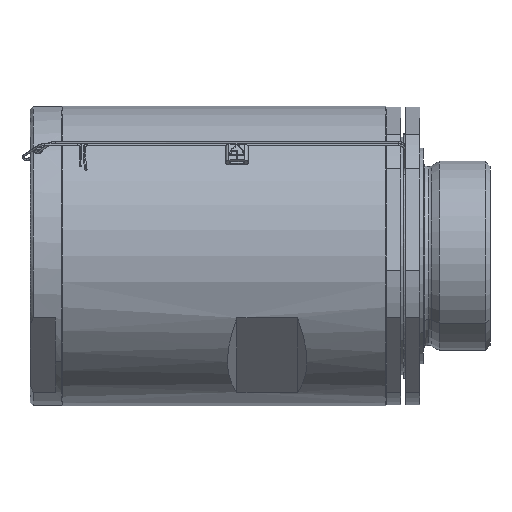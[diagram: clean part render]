
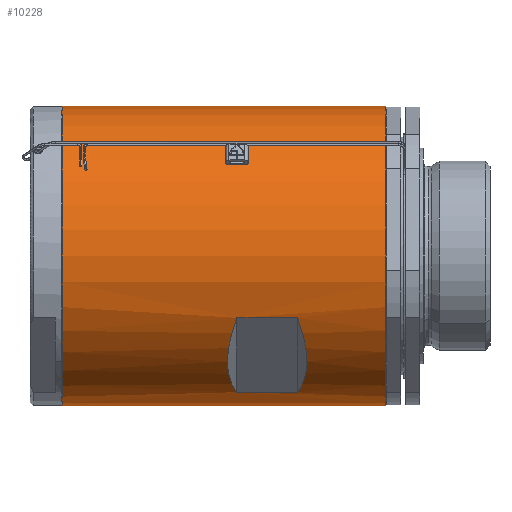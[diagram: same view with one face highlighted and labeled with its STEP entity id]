
A CAD part, left-side view. The second image highlights one B-rep face of the part: STEP entity #10228.
In plain terms, the highlighted cylindrical face has radius 47 mm (diameter 94 mm), a partial arc.
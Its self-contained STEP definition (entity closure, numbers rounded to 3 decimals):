
#7 = CARTESIAN_POINT ( 'NONE',  ( -42.796, 47., -19.429 ) ) ;
#344 = EDGE_CURVE ( 'NONE', #9357, #9175, #8690, .T. ) ;
#357 = EDGE_CURVE ( 'NONE', #7098, #9175, #8457, .T. ) ;
#742 = CARTESIAN_POINT ( 'NONE',  ( 0., 0., 47. ) ) ;
#776 = DIRECTION ( 'NONE',  ( 0., 1., 0. ) ) ;
#804 = DIRECTION ( 'NONE',  ( 0., -1., 0. ) ) ;
#863 = CARTESIAN_POINT ( 'NONE',  ( 0., 101.8, 47. ) ) ;
#1063 = DIRECTION ( 'NONE',  ( 0., -1., 0. ) ) ;
#1150 = CARTESIAN_POINT ( 'NONE',  ( 0., 0., 0. ) ) ;
#1190 = CARTESIAN_POINT ( 'NONE',  ( -19.429, 0., -42.796 ) ) ;
#1352 = EDGE_CURVE ( 'NONE', #10507, #4832, #10478, .T. ) ;
#1606 = CARTESIAN_POINT ( 'NONE',  ( -19.429, 28., -42.796 ) ) ;
#1673 =( BOUNDED_CURVE ( )  B_SPLINE_CURVE ( 3, ( #4295, #4465, #8084, #7 ),
 .UNSPECIFIED., .F., .F. ) 
 B_SPLINE_CURVE_WITH_KNOTS ( ( 4, 4 ),
 ( 2.782, 3.501 ),
 .UNSPECIFIED. ) 
 CURVE ( )  GEOMETRIC_REPRESENTATION_ITEM ( )  RATIONAL_B_SPLINE_CURVE ( ( 1., 0.957, 0.957, 1. ) ) 
 REPRESENTATION_ITEM ( '' )  );
#1858 = FACE_OUTER_BOUND ( 'NONE', #10299, .T. ) ;
#2063 = CARTESIAN_POINT ( 'NONE',  ( 0., 0.2, 47. ) ) ;
#2114 = CIRCLE ( 'NONE', #10249, 47. ) ;
#2901 = LINE ( 'NONE', #5504, #7973 ) ;
#2977 = DIRECTION ( 'NONE',  ( 0., -1., 0. ) ) ;
#3207 = VECTOR ( 'NONE', #8951, 1000. ) ;
#3342 = VERTEX_POINT ( 'NONE', #8604 ) ;
#3525 = AXIS2_PLACEMENT_3D ( 'NONE', #1150, #2977, #10215 ) ;
#3600 = ORIENTED_EDGE ( 'NONE', *, *, #344, .T. ) ;
#4111 = VERTEX_POINT ( 'NONE', #5518 ) ;
#4295 = CARTESIAN_POINT ( 'NONE',  ( -19.429, 47., -42.796 ) ) ;
#4465 = CARTESIAN_POINT ( 'NONE',  ( -29.905, 51.044, -38.04 ) ) ;
#4545 = DIRECTION ( 'NONE',  ( 0., 1., 0. ) ) ;
#4554 = ORIENTED_EDGE ( 'NONE', *, *, #11024, .T. ) ;
#4599 = VECTOR ( 'NONE', #4545, 1000. ) ;
#4795 = DIRECTION ( 'NONE',  ( 0., -1., 0. ) ) ;
#4832 = VERTEX_POINT ( 'NONE', #10757 ) ;
#4899 = CARTESIAN_POINT ( 'NONE',  ( -42.796, 28., -19.429 ) ) ;
#5303 = ORIENTED_EDGE ( 'NONE', *, *, #5833, .F. ) ;
#5393 = CARTESIAN_POINT ( 'NONE',  ( -42.796, 28., -19.429 ) ) ;
#5484 = CARTESIAN_POINT ( 'NONE',  ( -42.796, 0., -19.429 ) ) ;
#5504 = CARTESIAN_POINT ( 'NONE',  ( 0., 0., -47. ) ) ;
#5518 = CARTESIAN_POINT ( 'NONE',  ( 0., 0.2, -47. ) ) ;
#5578 = ORIENTED_EDGE ( 'NONE', *, *, #11248, .F. ) ;
#5833 = EDGE_CURVE ( 'NONE', #9357, #3342, #8256, .T. ) ;
#6426 = EDGE_CURVE ( 'NONE', #4111, #9319, #2114, .T. ) ;
#6470 = CARTESIAN_POINT ( 'NONE',  ( -19.429, 47., -42.796 ) ) ;
#6583 = EDGE_CURVE ( 'NONE', #4832, #4111, #2901, .T. ) ;
#6840 = ORIENTED_EDGE ( 'NONE', *, *, #1352, .T. ) ;
#7098 = VERTEX_POINT ( 'NONE', #6470 ) ;
#7755 = ORIENTED_EDGE ( 'NONE', *, *, #357, .F. ) ;
#7765 = CARTESIAN_POINT ( 'NONE',  ( -19.429, 28., -42.796 ) ) ;
#7813 = CARTESIAN_POINT ( 'NONE',  ( 0., 0.2, 0. ) ) ;
#7973 = VECTOR ( 'NONE', #1063, 1000. ) ;
#8084 = CARTESIAN_POINT ( 'NONE',  ( -38.04, 51.044, -29.905 ) ) ;
#8256 = LINE ( 'NONE', #5484, #4599 ) ;
#8457 = LINE ( 'NONE', #1190, #11137 ) ;
#8604 = CARTESIAN_POINT ( 'NONE',  ( -42.796, 47., -19.429 ) ) ;
#8690 =( BOUNDED_CURVE ( )  B_SPLINE_CURVE ( 3, ( #5393, #11595, #9723, #1606 ),
 .UNSPECIFIED., .F., .F. ) 
 B_SPLINE_CURVE_WITH_KNOTS ( ( 4, 4 ),
 ( 5.924, 6.642 ),
 .UNSPECIFIED. ) 
 CURVE ( )  GEOMETRIC_REPRESENTATION_ITEM ( )  RATIONAL_B_SPLINE_CURVE ( ( 1., 0.957, 0.957, 1. ) ) 
 REPRESENTATION_ITEM ( '' )  );
#8951 = DIRECTION ( 'NONE',  ( 0., -1., 0. ) ) ;
#9175 = VERTEX_POINT ( 'NONE', #7765 ) ;
#9319 = VERTEX_POINT ( 'NONE', #2063 ) ;
#9357 = VERTEX_POINT ( 'NONE', #4899 ) ;
#9582 = DIRECTION ( 'NONE',  ( 0., 0., -1. ) ) ;
#9723 = CARTESIAN_POINT ( 'NONE',  ( -29.905, 23.956, -38.04 ) ) ;
#9926 = CARTESIAN_POINT ( 'NONE',  ( 0., 101.8, 0. ) ) ;
#9973 = CYLINDRICAL_SURFACE ( 'NONE', #3525, 47. ) ;
#10093 = AXIS2_PLACEMENT_3D ( 'NONE', #9926, #804, #10731 ) ;
#10215 = DIRECTION ( 'NONE',  ( 0., 0., -1. ) ) ;
#10228 = ADVANCED_FACE ( 'NONE', ( #1858, #11662 ), #9973, .T. ) ;
#10249 = AXIS2_PLACEMENT_3D ( 'NONE', #7813, #776, #9582 ) ;
#10299 = EDGE_LOOP ( 'NONE', ( #5578, #6840, #11630, #11564 ) ) ;
#10478 = CIRCLE ( 'NONE', #10093, 47. ) ;
#10507 = VERTEX_POINT ( 'NONE', #863 ) ;
#10622 = LINE ( 'NONE', #742, #3207 ) ;
#10731 = DIRECTION ( 'NONE',  ( 0., 0., 1. ) ) ;
#10757 = CARTESIAN_POINT ( 'NONE',  ( 0., 101.8, -47. ) ) ;
#10862 = EDGE_LOOP ( 'NONE', ( #7755, #4554, #5303, #3600 ) ) ;
#11024 = EDGE_CURVE ( 'NONE', #7098, #3342, #1673, .T. ) ;
#11137 = VECTOR ( 'NONE', #4795, 1000. ) ;
#11248 = EDGE_CURVE ( 'NONE', #10507, #9319, #10622, .T. ) ;
#11564 = ORIENTED_EDGE ( 'NONE', *, *, #6426, .T. ) ;
#11595 = CARTESIAN_POINT ( 'NONE',  ( -38.04, 23.956, -29.905 ) ) ;
#11630 = ORIENTED_EDGE ( 'NONE', *, *, #6583, .T. ) ;
#11662 = FACE_BOUND ( 'NONE', #10862, .T. ) ;
